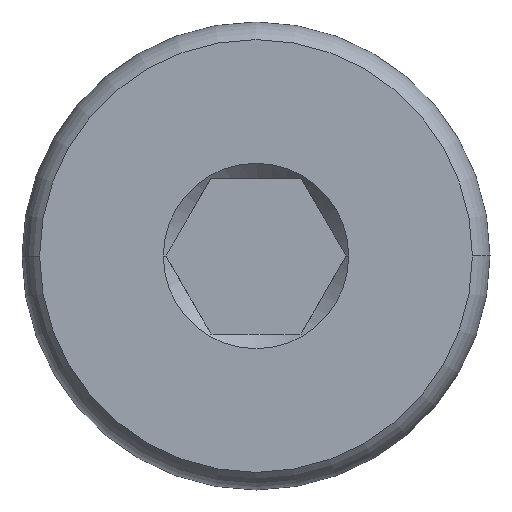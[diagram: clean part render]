
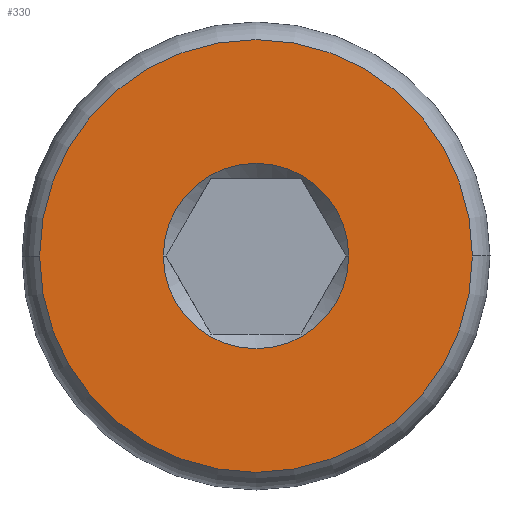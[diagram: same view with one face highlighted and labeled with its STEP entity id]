
A CAD part, left-side view. The second image highlights one B-rep face of the part: STEP entity #330.
In plain terms, the highlighted planar face has unit normal (-1, 0, 0).
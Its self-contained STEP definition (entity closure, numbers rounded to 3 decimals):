
#31 = DIRECTION ( 'NONE',  ( -1., 0., 0. ) ) ;
#37 = CARTESIAN_POINT ( 'NONE',  ( -9.5, 0., 0. ) ) ;
#42 = DIRECTION ( 'NONE',  ( 0., -1., 0. ) ) ;
#44 = DIRECTION ( 'NONE',  ( -1., 0., 0. ) ) ;
#110 = FACE_BOUND ( 'NONE', #225, .T. ) ;
#129 = VERTEX_POINT ( 'NONE', #181 ) ;
#134 = CIRCLE ( 'NONE', #553, 4.161 ) ;
#137 = EDGE_CURVE ( 'NONE', #478, #555, #265, .T. ) ;
#149 = CARTESIAN_POINT ( 'NONE',  ( -9.5, 0., 0. ) ) ;
#178 = PLANE ( 'NONE',  #506 ) ;
#181 = CARTESIAN_POINT ( 'NONE',  ( -9.5, 1.782, 0. ) ) ;
#207 = CIRCLE ( 'NONE', #578, 1.782 ) ;
#216 = CARTESIAN_POINT ( 'NONE',  ( -9.5, 0., 0. ) ) ;
#221 = DIRECTION ( 'NONE',  ( 0., -1., 0. ) ) ;
#222 = EDGE_CURVE ( 'NONE', #555, #478, #134, .T. ) ;
#225 = EDGE_LOOP ( 'NONE', ( #404, #499 ) ) ;
#231 = DIRECTION ( 'NONE',  ( 1., 0., 0. ) ) ;
#265 = CIRCLE ( 'NONE', #587, 4.161 ) ;
#299 = DIRECTION ( 'NONE',  ( 0., 1., 0. ) ) ;
#327 = EDGE_CURVE ( 'NONE', #455, #129, #402, .T. ) ;
#330 = ADVANCED_FACE ( 'NONE', ( #110, #464 ), #178, .T. ) ;
#333 = EDGE_CURVE ( 'NONE', #129, #455, #207, .T. ) ;
#334 = CARTESIAN_POINT ( 'NONE',  ( -9.5, -4.161, 0. ) ) ;
#399 = AXIS2_PLACEMENT_3D ( 'NONE', #525, #522, #221 ) ;
#402 = CIRCLE ( 'NONE', #399, 1.782 ) ;
#404 = ORIENTED_EDGE ( 'NONE', *, *, #327, .F. ) ;
#408 = CARTESIAN_POINT ( 'NONE',  ( -9.5, 4.161, 0. ) ) ;
#419 = EDGE_LOOP ( 'NONE', ( #559, #481 ) ) ;
#429 = DIRECTION ( 'NONE',  ( 1., 0., 0. ) ) ;
#439 = CARTESIAN_POINT ( 'NONE',  ( -9.5, -1.782, 0. ) ) ;
#455 = VERTEX_POINT ( 'NONE', #439 ) ;
#464 = FACE_OUTER_BOUND ( 'NONE', #419, .T. ) ;
#470 = DIRECTION ( 'NONE',  ( 0., 1., 0. ) ) ;
#478 = VERTEX_POINT ( 'NONE', #408 ) ;
#481 = ORIENTED_EDGE ( 'NONE', *, *, #222, .F. ) ;
#488 = CARTESIAN_POINT ( 'NONE',  ( -9.5, 0., 0. ) ) ;
#499 = ORIENTED_EDGE ( 'NONE', *, *, #333, .F. ) ;
#506 = AXIS2_PLACEMENT_3D ( 'NONE', #149, #31, #531 ) ;
#522 = DIRECTION ( 'NONE',  ( -1., 0., 0. ) ) ;
#525 = CARTESIAN_POINT ( 'NONE',  ( -9.5, 0., 0. ) ) ;
#531 = DIRECTION ( 'NONE',  ( 0., -1., 0. ) ) ;
#553 = AXIS2_PLACEMENT_3D ( 'NONE', #216, #429, #470 ) ;
#555 = VERTEX_POINT ( 'NONE', #334 ) ;
#559 = ORIENTED_EDGE ( 'NONE', *, *, #137, .F. ) ;
#578 = AXIS2_PLACEMENT_3D ( 'NONE', #37, #44, #42 ) ;
#587 = AXIS2_PLACEMENT_3D ( 'NONE', #488, #231, #299 ) ;
